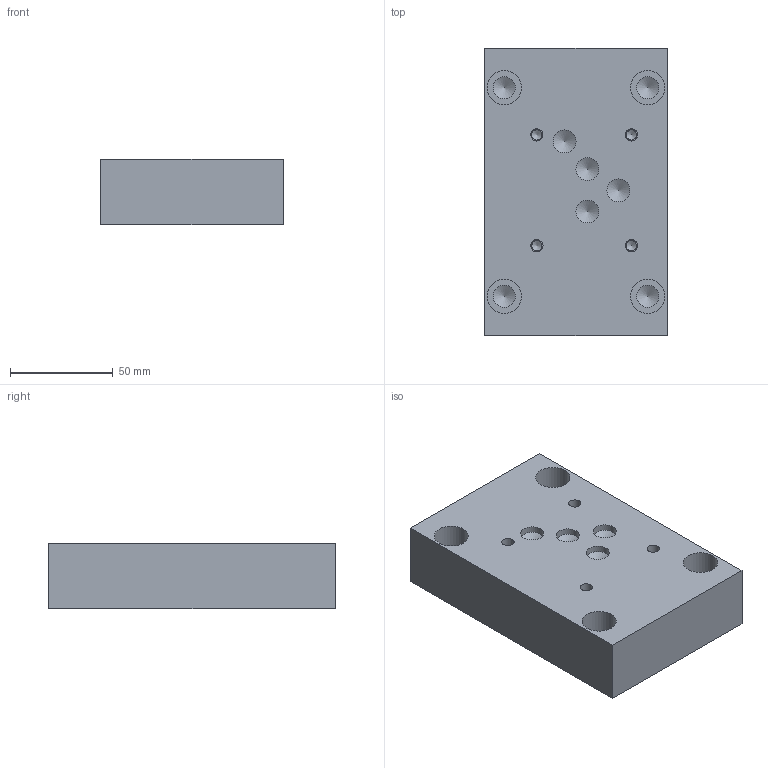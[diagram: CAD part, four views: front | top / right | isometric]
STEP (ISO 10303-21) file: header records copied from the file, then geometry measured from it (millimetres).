
FILE_DESCRIPTION(/* description */ (''),/* implementation_level */ '2;1');
FILE_NAME(/* name */ '_D05D07VAABM.stp',/* time_stamp */ '2020-09-24T16:24:04-04:00',/* author */ ('DEVONN'),/* organization */ (''),/* preprocessor_version */ 'ST-DEVELOPER v17',/* originating_system */ 'Autodesk Inventor 2019',/* authorisation */ '');
FILE_SCHEMA (('AUTOMOTIVE_DESIGN { 1 0 10303 214 3 1 1 }'));
Length unit declared in the file: millimetre
Products named in the file (1): Part_DD05D07VAABM.C10271R2_3D
Bounding box: 88.9 x 139.7 x 31.75 mm (x, y, z)
Volume: 367596.4 mm3; surface area: 46915.9 mm2
Topology: 1 solids, 1 shells, 406 faces, 1115 edges, 756 vertices
Faces by surface type: plane 269, bspline 75, cylinder 38, cone 24
Full cylindrical faces by diameter (mm): 3.175 x2, 5.004 x4, 5.994 x4, 6.35 x2, 10.719 x8, 11.113 x2, 11.125 x4, 16.662 x4, 17.475 x4, 25.4 x4
Entity records: 13484 total; most frequent: CARTESIAN_POINT 3229, ORIENTED_EDGE 2182, DIRECTION 1743, EDGE_CURVE 1091, LINE 803, VECTOR 803, VERTEX_POINT 756, EDGE_LOOP 475
